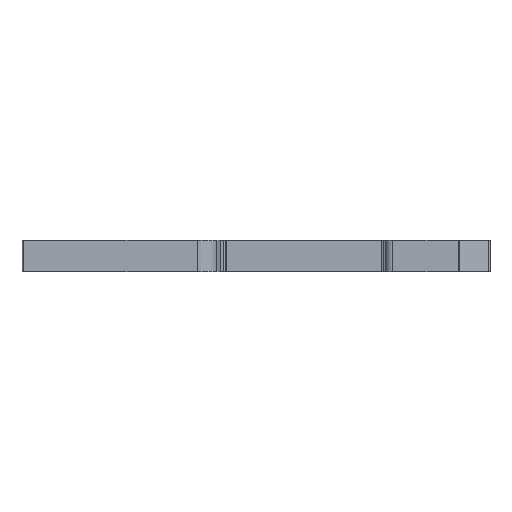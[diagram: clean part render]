
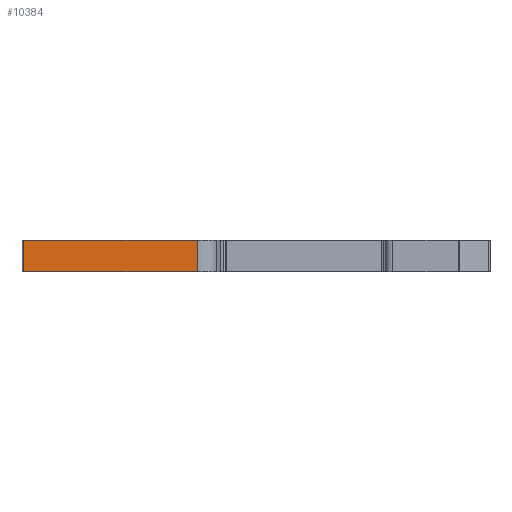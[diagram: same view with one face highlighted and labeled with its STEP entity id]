
A CAD part, front view. The second image highlights one B-rep face of the part: STEP entity #10384.
In plain terms, the highlighted planar face has unit normal (0, -1, 0).
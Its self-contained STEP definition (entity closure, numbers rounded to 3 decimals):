
#420 = PLANE('',#421);
#421 = AXIS2_PLACEMENT_3D('',#422,#423,#424);
#422 = CARTESIAN_POINT('',(-17.552,1.834,6.1
    ));
#423 = DIRECTION('',(0.,0.,1.));
#424 = DIRECTION('',(0.,-1.,0.));
#1112 = PLANE('',#1113);
#1113 = AXIS2_PLACEMENT_3D('',#1114,#1115,#1116);
#1114 = CARTESIAN_POINT('',(17.154,-3.011,
    0.));
#1115 = DIRECTION('',(0.,0.,-1.));
#1116 = DIRECTION('',(0.,1.,0.));
#5185 = VERTEX_POINT('',#5186);
#5186 = CARTESIAN_POINT('',(-20.642,-6.311,
    0.));
#5201 = CYLINDRICAL_SURFACE('',#5202,4.);
#5202 = AXIS2_PLACEMENT_3D('',#5203,#5204,#5205);
#5203 = CARTESIAN_POINT('',(-20.642,-2.311,
    0.));
#5204 = DIRECTION('',(0.,0.,1.));
#5205 = DIRECTION('',(1.,0.,0.));
#5213 = EDGE_CURVE('',#5214,#5185,#5216,.T.);
#5214 = VERTEX_POINT('',#5215);
#5215 = CARTESIAN_POINT('',(-54.242,-6.311,
    0.));
#5216 = SURFACE_CURVE('',#5217,(#5221,#5228),.PCURVE_S1.);
#5217 = LINE('',#5218,#5219);
#5218 = CARTESIAN_POINT('',(-54.242,-6.311,
    0.));
#5219 = VECTOR('',#5220,1.);
#5220 = DIRECTION('',(1.,0.,
    0.));
#5221 = PCURVE('',#1112,#5222);
#5222 = DEFINITIONAL_REPRESENTATION('',(#5223),#5227);
#5223 = LINE('',#5224,#5225);
#5224 = CARTESIAN_POINT('',(-3.299,-71.395));
#5225 = VECTOR('',#5226,1.);
#5226 = DIRECTION('',(0.,1.));
#5227 = ( GEOMETRIC_REPRESENTATION_CONTEXT(2) 
PARAMETRIC_REPRESENTATION_CONTEXT() REPRESENTATION_CONTEXT('2D SPACE',''
  ) );
#5228 = PCURVE('',#5229,#5234);
#5229 = PLANE('',#5230);
#5230 = AXIS2_PLACEMENT_3D('',#5231,#5232,#5233);
#5231 = CARTESIAN_POINT('',(-54.242,-6.311,
    0.));
#5232 = DIRECTION('',(0.,-1.,0.));
#5233 = DIRECTION('',(1.,0.,0.));
#5234 = DEFINITIONAL_REPRESENTATION('',(#5235),#5239);
#5235 = LINE('',#5236,#5237);
#5236 = CARTESIAN_POINT('',(0.,0.));
#5237 = VECTOR('',#5238,1.);
#5238 = DIRECTION('',(1.,0.));
#5239 = ( GEOMETRIC_REPRESENTATION_CONTEXT(2) 
PARAMETRIC_REPRESENTATION_CONTEXT() REPRESENTATION_CONTEXT('2D SPACE',''
  ) );
#5258 = CYLINDRICAL_SURFACE('',#5259,0.3);
#5259 = AXIS2_PLACEMENT_3D('',#5260,#5261,#5262);
#5260 = CARTESIAN_POINT('',(-54.242,-6.011,
    0.));
#5261 = DIRECTION('',(0.,0.,1.));
#5262 = DIRECTION('',(1.,0.,0.));
#10335 = VERTEX_POINT('',#10336);
#10336 = CARTESIAN_POINT('',(-20.642,-6.311,
    6.1));
#10362 = EDGE_CURVE('',#5185,#10335,#10363,.T.);
#10363 = SURFACE_CURVE('',#10364,(#10368,#10375),.PCURVE_S1.);
#10364 = LINE('',#10365,#10366);
#10365 = CARTESIAN_POINT('',(-20.642,-6.311,
    0.));
#10366 = VECTOR('',#10367,1.);
#10367 = DIRECTION('',(0.,0.,1.));
#10368 = PCURVE('',#5201,#10369);
#10369 = DEFINITIONAL_REPRESENTATION('',(#10370),#10374);
#10370 = LINE('',#10371,#10372);
#10371 = CARTESIAN_POINT('',(4.712,0.));
#10372 = VECTOR('',#10373,1.);
#10373 = DIRECTION('',(0.,1.));
#10374 = ( GEOMETRIC_REPRESENTATION_CONTEXT(2) 
PARAMETRIC_REPRESENTATION_CONTEXT() REPRESENTATION_CONTEXT('2D SPACE',''
  ) );
#10375 = PCURVE('',#5229,#10376);
#10376 = DEFINITIONAL_REPRESENTATION('',(#10377),#10381);
#10377 = LINE('',#10378,#10379);
#10378 = CARTESIAN_POINT('',(33.599,0.));
#10379 = VECTOR('',#10380,1.);
#10380 = DIRECTION('',(0.,1.));
#10381 = ( GEOMETRIC_REPRESENTATION_CONTEXT(2) 
PARAMETRIC_REPRESENTATION_CONTEXT() REPRESENTATION_CONTEXT('2D SPACE',''
  ) );
#10384 = ADVANCED_FACE('',(#10385),#5229,.T.);
#10385 = FACE_BOUND('',#10386,.T.);
#10386 = EDGE_LOOP('',(#10387,#10410,#10431,#10432));
#10387 = ORIENTED_EDGE('',*,*,#10388,.F.);
#10388 = EDGE_CURVE('',#10389,#10335,#10391,.T.);
#10389 = VERTEX_POINT('',#10390);
#10390 = CARTESIAN_POINT('',(-54.242,-6.311,
    6.1));
#10391 = SURFACE_CURVE('',#10392,(#10396,#10403),.PCURVE_S1.);
#10392 = LINE('',#10393,#10394);
#10393 = CARTESIAN_POINT('',(-54.242,-6.311,
    6.1));
#10394 = VECTOR('',#10395,1.);
#10395 = DIRECTION('',(1.,0.,
    0.));
#10396 = PCURVE('',#5229,#10397);
#10397 = DEFINITIONAL_REPRESENTATION('',(#10398),#10402);
#10398 = LINE('',#10399,#10400);
#10399 = CARTESIAN_POINT('',(0.,6.1));
#10400 = VECTOR('',#10401,1.);
#10401 = DIRECTION('',(1.,0.));
#10402 = ( GEOMETRIC_REPRESENTATION_CONTEXT(2) 
PARAMETRIC_REPRESENTATION_CONTEXT() REPRESENTATION_CONTEXT('2D SPACE',''
  ) );
#10403 = PCURVE('',#420,#10404);
#10404 = DEFINITIONAL_REPRESENTATION('',(#10405),#10409);
#10405 = LINE('',#10406,#10407);
#10406 = CARTESIAN_POINT('',(8.145,-36.689));
#10407 = VECTOR('',#10408,1.);
#10408 = DIRECTION('',(0.,1.));
#10409 = ( GEOMETRIC_REPRESENTATION_CONTEXT(2) 
PARAMETRIC_REPRESENTATION_CONTEXT() REPRESENTATION_CONTEXT('2D SPACE',''
  ) );
#10410 = ORIENTED_EDGE('',*,*,#10411,.F.);
#10411 = EDGE_CURVE('',#5214,#10389,#10412,.T.);
#10412 = SURFACE_CURVE('',#10413,(#10417,#10424),.PCURVE_S1.);
#10413 = LINE('',#10414,#10415);
#10414 = CARTESIAN_POINT('',(-54.242,-6.311,
    0.));
#10415 = VECTOR('',#10416,1.);
#10416 = DIRECTION('',(0.,0.,1.));
#10417 = PCURVE('',#5229,#10418);
#10418 = DEFINITIONAL_REPRESENTATION('',(#10419),#10423);
#10419 = LINE('',#10420,#10421);
#10420 = CARTESIAN_POINT('',(0.,0.));
#10421 = VECTOR('',#10422,1.);
#10422 = DIRECTION('',(0.,1.));
#10423 = ( GEOMETRIC_REPRESENTATION_CONTEXT(2) 
PARAMETRIC_REPRESENTATION_CONTEXT() REPRESENTATION_CONTEXT('2D SPACE',''
  ) );
#10424 = PCURVE('',#5258,#10425);
#10425 = DEFINITIONAL_REPRESENTATION('',(#10426),#10430);
#10426 = LINE('',#10427,#10428);
#10427 = CARTESIAN_POINT('',(4.712,0.));
#10428 = VECTOR('',#10429,1.);
#10429 = DIRECTION('',(0.,1.));
#10430 = ( GEOMETRIC_REPRESENTATION_CONTEXT(2) 
PARAMETRIC_REPRESENTATION_CONTEXT() REPRESENTATION_CONTEXT('2D SPACE',''
  ) );
#10431 = ORIENTED_EDGE('',*,*,#5213,.T.);
#10432 = ORIENTED_EDGE('',*,*,#10362,.T.);
